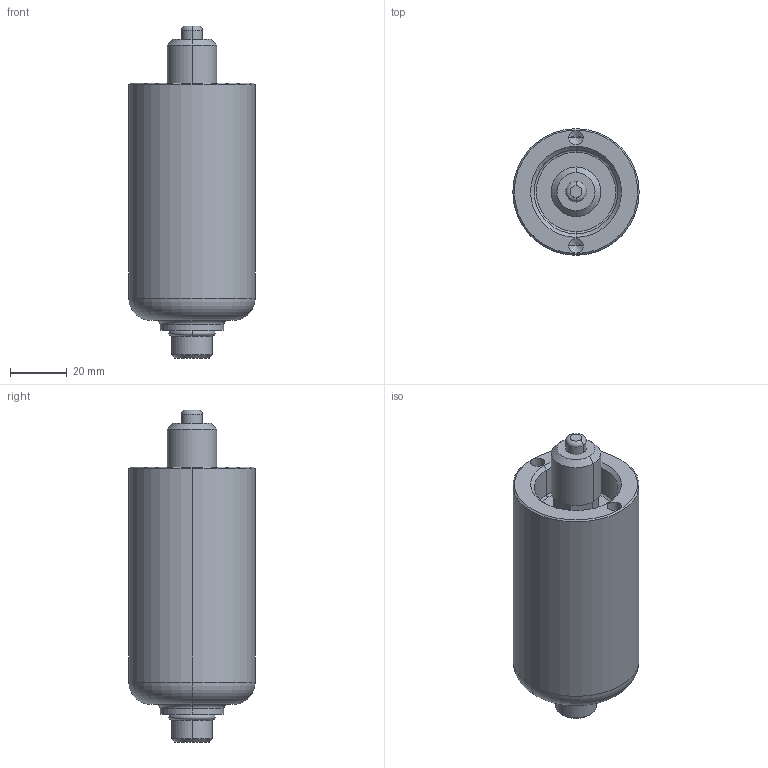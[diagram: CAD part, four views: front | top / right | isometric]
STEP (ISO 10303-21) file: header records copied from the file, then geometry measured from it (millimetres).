
FILE_DESCRIPTION((''),'2;1');
FILE_NAME('ILC10101402','2013-02-05T',('jdw'),(''),'PRO/ENGINEER BY PARAMETRIC TECHNOLOGY CORPORATION, 2007460','PRO/ENGINEER BY PARAMETRIC TECHNOLOGY CORPORATION, 2007460','');
FILE_SCHEMA(('AUTOMOTIVE_DESIGN_CC2 { 1 2 10303 214 -1 1 5 2 }'));
Length unit declared in the file: inch
Products named in the file (1): ILC10101402
Bounding box: 44.45 x 44.45 x 116.79 mm (x, y, z)
Volume: 128027.7 mm3; surface area: 18033.4 mm2
Topology: 2 solids, 2 shells, 61 faces, 128 edges, 74 vertices
Faces by surface type: cylinder 18, torus 16, plane 15, cone 12
Entity records: 1759 total; most frequent: DIRECTION 322, CARTESIAN_POINT 259, ORIENTED_EDGE 248, AXIS2_PLACEMENT_3D 137, EDGE_CURVE 124, COLOUR_RGB 105, CIRCLE 76, VERTEX_POINT 74
